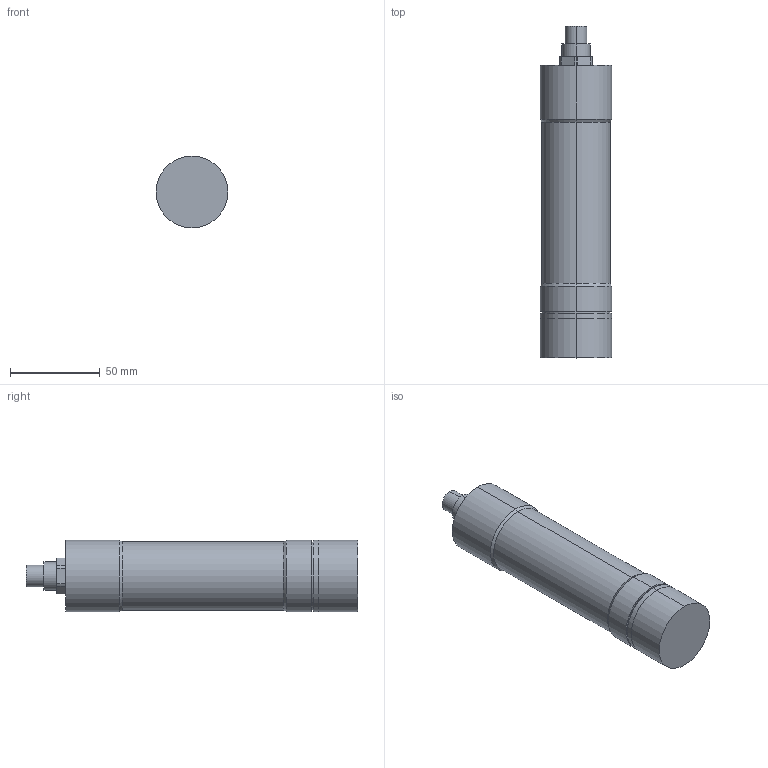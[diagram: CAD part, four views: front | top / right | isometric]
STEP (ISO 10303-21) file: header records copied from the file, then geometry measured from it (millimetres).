
FILE_DESCRIPTION (( 'STEP AP203' ), '1' );
FILE_NAME ('Depth_Sensor_Default_sldprt.STEP', '2020-08-14T00:47:38', ( '' ), ( '' ), 'SwSTEP 2.0', 'SolidWorks 2017', '' );
FILE_SCHEMA (( 'CONFIG_CONTROL_DESIGN' ));
Length unit declared in the file: millimetre
Products named in the file (1): Depth_Sensor_Default_sldprt
Bounding box: 40 x 185 x 40 mm (x, y, z)
Volume: 197442.1 mm3; surface area: 26504.6 mm2
Topology: 3 solids, 3 shells, 43 faces, 91 edges, 58 vertices
Faces by surface type: cylinder 23, plane 16, cone 4
Entity records: 1240 total; most frequent: DIRECTION 225, CARTESIAN_POINT 193, ORIENTED_EDGE 182, EDGE_CURVE 91, AXIS2_PLACEMENT_3D 90, VERTEX_POINT 58, EDGE_LOOP 47, CIRCLE 46
